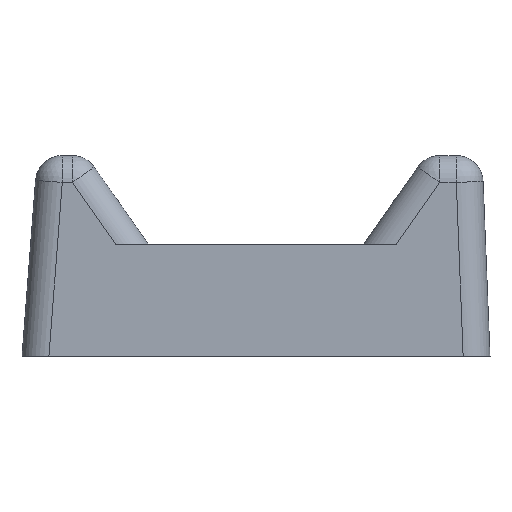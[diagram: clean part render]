
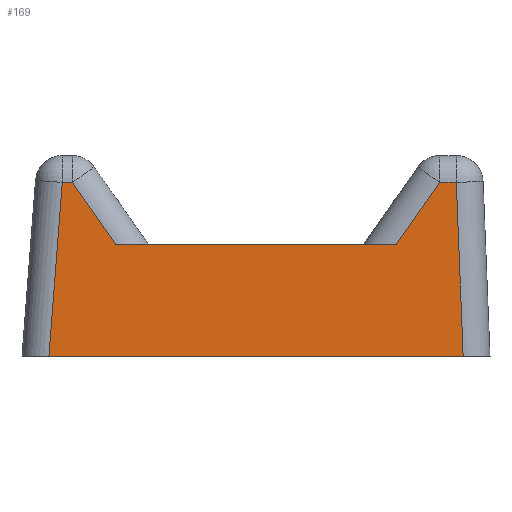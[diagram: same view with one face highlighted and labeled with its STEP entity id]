
A CAD part, left-side view. The second image highlights one B-rep face of the part: STEP entity #169.
In plain terms, the highlighted planar face has unit normal (-1, 0, 0).
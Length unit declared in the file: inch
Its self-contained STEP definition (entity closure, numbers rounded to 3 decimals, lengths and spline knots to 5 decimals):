
#169=ADVANCED_FACE('',(#241),#218,.T.);
#218=PLANE('',#943);
#241=FACE_OUTER_BOUND('',#288,.T.);
#288=EDGE_LOOP('',(#355,#356,#357,#358,#359,#360,#361,#362));
#355=ORIENTED_EDGE('',*,*,#667,.T.);
#356=ORIENTED_EDGE('',*,*,#668,.F.);
#357=ORIENTED_EDGE('',*,*,#669,.T.);
#358=ORIENTED_EDGE('',*,*,#670,.T.);
#359=ORIENTED_EDGE('',*,*,#671,.T.);
#360=ORIENTED_EDGE('',*,*,#672,.T.);
#361=ORIENTED_EDGE('',*,*,#673,.T.);
#362=ORIENTED_EDGE('',*,*,#674,.T.);
#595=VERTEX_POINT('',#1318);
#596=VERTEX_POINT('',#1319);
#597=VERTEX_POINT('',#1321);
#598=VERTEX_POINT('',#1323);
#599=VERTEX_POINT('',#1325);
#600=VERTEX_POINT('',#1327);
#601=VERTEX_POINT('',#1329);
#602=VERTEX_POINT('',#1331);
#667=EDGE_CURVE('',#595,#596,#787,.T.);
#668=EDGE_CURVE('',#597,#596,#788,.T.);
#669=EDGE_CURVE('',#597,#598,#789,.T.);
#670=EDGE_CURVE('',#598,#599,#790,.T.);
#671=EDGE_CURVE('',#599,#600,#791,.T.);
#672=EDGE_CURVE('',#600,#601,#792,.T.);
#673=EDGE_CURVE('',#601,#602,#793,.T.);
#674=EDGE_CURVE('',#602,#595,#794,.T.);
#787=LINE('',#1317,#871);
#788=LINE('',#1320,#872);
#789=LINE('',#1322,#873);
#790=LINE('',#1324,#874);
#791=LINE('',#1326,#875);
#792=LINE('',#1328,#876);
#793=LINE('',#1330,#877);
#794=LINE('',#1332,#878);
#871=VECTOR('',#1049,1.);
#872=VECTOR('',#1050,1.);
#873=VECTOR('',#1051,1.);
#874=VECTOR('',#1052,1.);
#875=VECTOR('',#1053,1.);
#876=VECTOR('',#1054,1.);
#877=VECTOR('',#1055,1.);
#878=VECTOR('',#1056,1.);
#943=AXIS2_PLACEMENT_3D('',#1333,#1057,#1058);
#1049=DIRECTION('',(0.,0.574,-0.819));
#1050=DIRECTION('',(0.,-1.,0.));
#1051=DIRECTION('',(0.,0.574,0.819));
#1052=DIRECTION('',(0.,1.,0.));
#1053=DIRECTION('',(0.,0.077,-0.997));
#1054=DIRECTION('',(0.,-1.,0.));
#1055=DIRECTION('',(0.,0.039,0.999));
#1056=DIRECTION('',(0.,1.,0.));
#1057=DIRECTION('',(-1.,0.,0.));
#1058=DIRECTION('',(0.,0.,1.));
#1317=CARTESIAN_POINT('',(0.,0.19519,0.17952));
#1318=CARTESIAN_POINT('',(0.,0.09382,0.3243));
#1319=CARTESIAN_POINT('',(0.,0.17511,0.2082));
#1320=CARTESIAN_POINT('',(0.,0.63615,0.2082));
#1321=CARTESIAN_POINT('',(0.,0.69719,0.2082));
#1322=CARTESIAN_POINT('',(0.,0.79341,0.34562));
#1323=CARTESIAN_POINT('',(0.,0.77848,0.3243));
#1324=CARTESIAN_POINT('',(0.,0.43615,0.3243));
#1325=CARTESIAN_POINT('',(0.,0.79727,0.3243));
#1326=CARTESIAN_POINT('',(0.,0.81989,0.02945));
#1327=CARTESIAN_POINT('',(0.,0.82215,0.));
#1328=CARTESIAN_POINT('',(0.,0.43615,0.));
#1329=CARTESIAN_POINT('',(0.,0.05004,0.));
#1330=CARTESIAN_POINT('',(0.,0.05064,0.0152));
#1331=CARTESIAN_POINT('',(0.,0.06283,0.3243));
#1332=CARTESIAN_POINT('',(0.,0.43615,0.3243));
#1333=CARTESIAN_POINT('',(0.,0.43615,0.));
